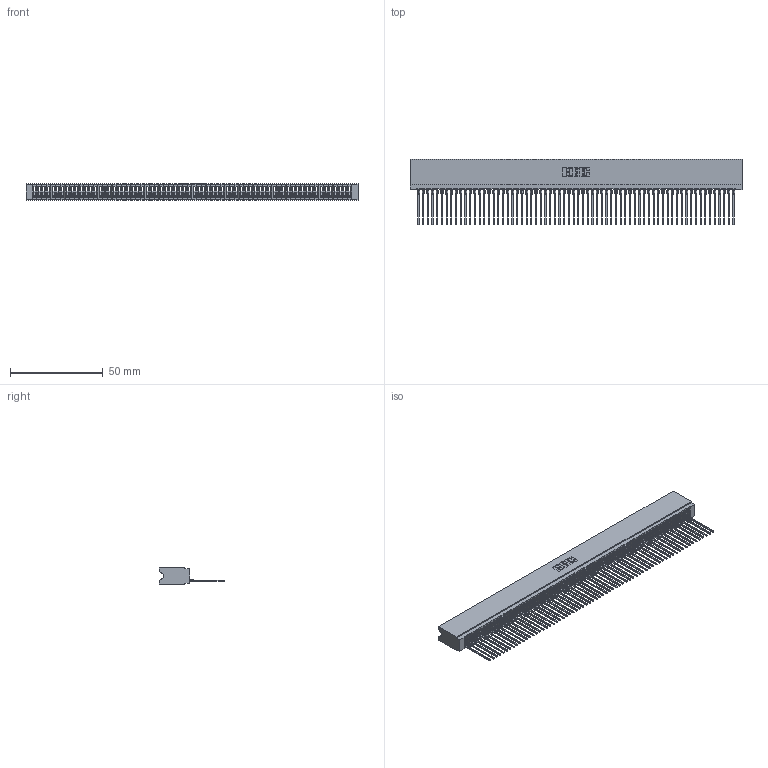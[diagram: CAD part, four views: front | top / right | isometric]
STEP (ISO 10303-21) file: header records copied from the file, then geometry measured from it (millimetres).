
FILE_DESCRIPTION (( 'STEP AP203' ), '1' );
FILE_NAME ('745-068-541-106.STEP', '2020-09-14T04:37:58', ( '' ), ( '' ), 'SwSTEP 2.0', 'SolidWorks 2020', '' );
FILE_SCHEMA (( 'CONFIG_CONTROL_DESIGN' ));
Length unit declared in the file: inch
Products named in the file (3): 745-292-001_541; 745-068-541-106; 745 Part_Insulator Option - 06
Assembly tree (69 placements, depth 2):
  745-068-541-106
    745 Part_Insulator Option - 06
    745-292-001_541  x68
Bounding box: 179.32 x 35.45 x 8.89 mm (x, y, z)
Volume: 15636.8 mm3; surface area: 31006 mm2
Topology: 69 solids, 69 shells, 7712 faces, 21204 edges, 13364 vertices
Faces by surface type: plane 4612, bspline 1360, cylinder 1332, torus 408
Entity records: 108780 total; most frequent: CARTESIAN_POINT 19670, ORIENTED_EDGE 19226, DIRECTION 16637, EDGE_CURVE 9613, LINE 9023, VECTOR 9023, VERTEX_POINT 6128, AXIS2_PLACEMENT_3D 3807
